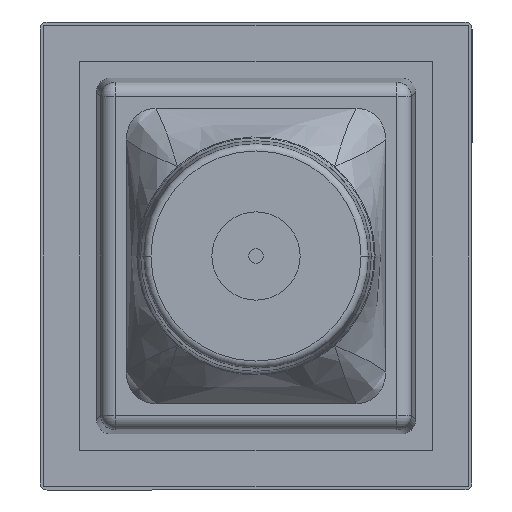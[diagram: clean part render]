
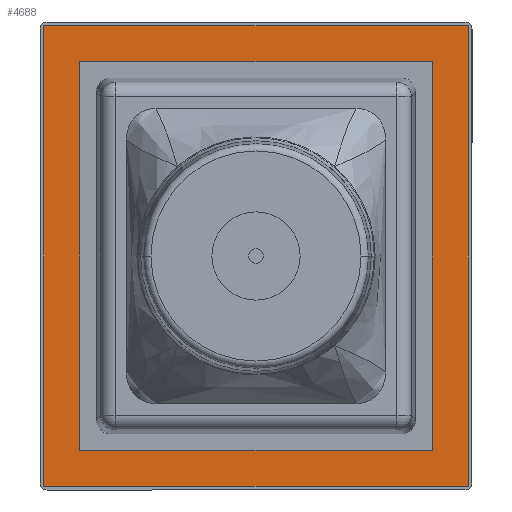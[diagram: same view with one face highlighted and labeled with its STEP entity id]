
A CAD part, left-side view. The second image highlights one B-rep face of the part: STEP entity #4688.
In plain terms, the highlighted planar face has unit normal (-1, 0, 0).
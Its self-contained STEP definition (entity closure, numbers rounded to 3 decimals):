
#70 = CARTESIAN_POINT ( 'NONE',  ( 59.072, 58.994, -60.003 ) ) ;
#152 = VECTOR ( 'NONE', #14850, 1000. ) ;
#1142 = VERTEX_POINT ( 'NONE', #17915 ) ;
#1551 = DIRECTION ( 'NONE',  ( 0., 0., -1. ) ) ;
#2592 = VECTOR ( 'NONE', #18672, 1000. ) ;
#2765 = VECTOR ( 'NONE', #4284, 1000. ) ;
#3329 = VERTEX_POINT ( 'NONE', #17760 ) ;
#3335 = VECTOR ( 'NONE', #4728, 1000. ) ;
#4087 = CARTESIAN_POINT ( 'NONE',  ( 59.072, -58.994, 67.984 ) ) ;
#4284 = DIRECTION ( 'NONE',  ( 0., -1., 0. ) ) ;
#4423 = CARTESIAN_POINT ( 'NONE',  ( 59.072, 48.994, -50.003 ) ) ;
#4505 = EDGE_CURVE ( 'NONE', #11135, #7823, #7427, .T. ) ;
#4673 = ORIENTED_EDGE ( 'NONE', *, *, #20236, .T. ) ;
#4688 = ADVANCED_FACE ( 'NONE', ( #19769, #21622 ), #9918, .F. ) ;
#4728 = DIRECTION ( 'NONE',  ( 0., 0., -1. ) ) ;
#4814 = DIRECTION ( 'NONE',  ( 1., 0., 0. ) ) ;
#5249 = LINE ( 'NONE', #7085, #2592 ) ;
#5386 = ORIENTED_EDGE ( 'NONE', *, *, #15972, .F. ) ;
#6286 = CARTESIAN_POINT ( 'NONE',  ( 59.072, -48.994, -50.003 ) ) ;
#6479 = ORIENTED_EDGE ( 'NONE', *, *, #9346, .F. ) ;
#6655 = CARTESIAN_POINT ( 'NONE',  ( 59.072, 0., 3.99 ) ) ;
#7085 = CARTESIAN_POINT ( 'NONE',  ( 59.072, 48.994, 57.984 ) ) ;
#7427 = LINE ( 'NONE', #17490, #2765 ) ;
#7823 = VERTEX_POINT ( 'NONE', #6286 ) ;
#7982 = EDGE_CURVE ( 'NONE', #3329, #9039, #20276, .T. ) ;
#8350 = AXIS2_PLACEMENT_3D ( 'NONE', #6655, #4814, #11467 ) ;
#8705 = CARTESIAN_POINT ( 'NONE',  ( 59.072, -58.994, -60.003 ) ) ;
#9039 = VERTEX_POINT ( 'NONE', #8705 ) ;
#9346 = EDGE_CURVE ( 'NONE', #7823, #10066, #13587, .T. ) ;
#9758 = EDGE_CURVE ( 'NONE', #1142, #3329, #13020, .T. ) ;
#9801 = LINE ( 'NONE', #15162, #152 ) ;
#9918 = PLANE ( 'NONE',  #8350 ) ;
#9992 = VECTOR ( 'NONE', #18632, 1000. ) ;
#10066 = VERTEX_POINT ( 'NONE', #12865 ) ;
#10729 = DIRECTION ( 'NONE',  ( 0., 0., 1. ) ) ;
#11135 = VERTEX_POINT ( 'NONE', #4423 ) ;
#11467 = DIRECTION ( 'NONE',  ( 0., 1., 0. ) ) ;
#11486 = ORIENTED_EDGE ( 'NONE', *, *, #18957, .F. ) ;
#11579 = VERTEX_POINT ( 'NONE', #19658 ) ;
#12064 = DIRECTION ( 'NONE',  ( 0., 0., 1. ) ) ;
#12841 = VECTOR ( 'NONE', #12064, 1000. ) ;
#12852 = VERTEX_POINT ( 'NONE', #18659 ) ;
#12865 = CARTESIAN_POINT ( 'NONE',  ( 59.072, -48.994, 57.984 ) ) ;
#13020 = LINE ( 'NONE', #19685, #3335 ) ;
#13033 = VECTOR ( 'NONE', #10729, 1000. ) ;
#13350 = ORIENTED_EDGE ( 'NONE', *, *, #9758, .T. ) ;
#13587 = LINE ( 'NONE', #15339, #12841 ) ;
#14769 = CARTESIAN_POINT ( 'NONE',  ( 59.072, 48.994, 57.984 ) ) ;
#14850 = DIRECTION ( 'NONE',  ( 0., 1., 0. ) ) ;
#15162 = CARTESIAN_POINT ( 'NONE',  ( 59.072, 58.994, 67.984 ) ) ;
#15339 = CARTESIAN_POINT ( 'NONE',  ( 59.072, -48.994, 57.984 ) ) ;
#15972 = EDGE_CURVE ( 'NONE', #11579, #11135, #21316, .T. ) ;
#16787 = EDGE_LOOP ( 'NONE', ( #5386, #11486, #6479, #21368 ) ) ;
#17490 = CARTESIAN_POINT ( 'NONE',  ( 59.072, 48.994, -50.003 ) ) ;
#17760 = CARTESIAN_POINT ( 'NONE',  ( 59.072, 58.994, -60.003 ) ) ;
#17789 = VECTOR ( 'NONE', #1551, 1000. ) ;
#17915 = CARTESIAN_POINT ( 'NONE',  ( 59.072, 58.994, 67.984 ) ) ;
#18527 = ORIENTED_EDGE ( 'NONE', *, *, #20911, .T. ) ;
#18632 = DIRECTION ( 'NONE',  ( 0., -1., 0. ) ) ;
#18659 = CARTESIAN_POINT ( 'NONE',  ( 59.072, -58.994, 67.984 ) ) ;
#18672 = DIRECTION ( 'NONE',  ( 0., 1., 0. ) ) ;
#18957 = EDGE_CURVE ( 'NONE', #10066, #11579, #5249, .T. ) ;
#19029 = LINE ( 'NONE', #4087, #13033 ) ;
#19221 = ORIENTED_EDGE ( 'NONE', *, *, #7982, .T. ) ;
#19290 = EDGE_LOOP ( 'NONE', ( #19221, #4673, #18527, #13350 ) ) ;
#19658 = CARTESIAN_POINT ( 'NONE',  ( 59.072, 48.994, 57.984 ) ) ;
#19685 = CARTESIAN_POINT ( 'NONE',  ( 59.072, 58.994, 67.984 ) ) ;
#19769 = FACE_OUTER_BOUND ( 'NONE', #19290, .T. ) ;
#20236 = EDGE_CURVE ( 'NONE', #9039, #12852, #19029, .T. ) ;
#20276 = LINE ( 'NONE', #70, #9992 ) ;
#20911 = EDGE_CURVE ( 'NONE', #12852, #1142, #9801, .T. ) ;
#21316 = LINE ( 'NONE', #14769, #17789 ) ;
#21368 = ORIENTED_EDGE ( 'NONE', *, *, #4505, .F. ) ;
#21622 = FACE_BOUND ( 'NONE', #16787, .T. ) ;
